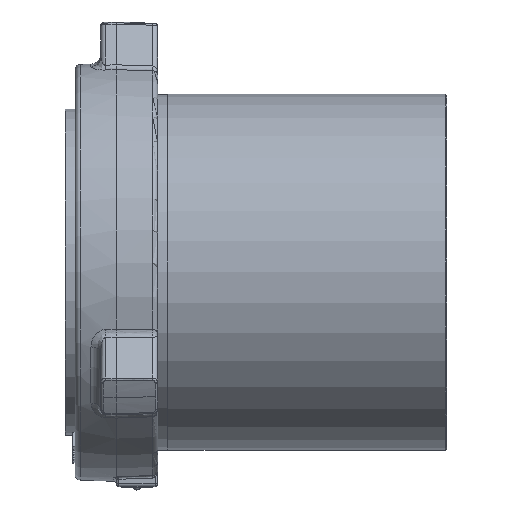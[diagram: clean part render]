
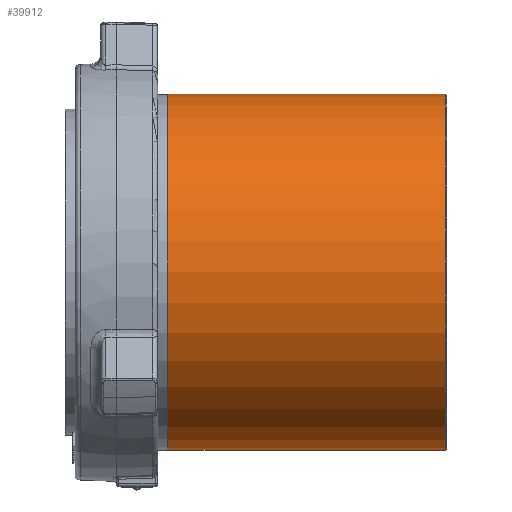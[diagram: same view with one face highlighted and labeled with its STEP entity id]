
A CAD part, left-side view. The second image highlights one B-rep face of the part: STEP entity #39912.
In plain terms, the highlighted cylindrical face has radius 109.537 mm (diameter 219.075 mm), a partial arc.
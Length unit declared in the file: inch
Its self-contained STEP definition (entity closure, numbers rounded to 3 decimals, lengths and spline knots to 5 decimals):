
#779 = AXIS2_PLACEMENT_3D ( 'NONE', #36750, #13864, #40670 ) ;
#2394 = ORIENTED_EDGE ( 'NONE', *, *, #36331, .T. ) ;
#3570 = CARTESIAN_POINT ( 'NONE',  ( 0., 8.125, 0. ) ) ;
#4664 = CIRCLE ( 'NONE', #779, 4.3125 ) ;
#8247 = VERTEX_POINT ( 'NONE', #30711 ) ;
#11219 = AXIS2_PLACEMENT_3D ( 'NONE', #3570, #49542, #30445 ) ;
#13864 = DIRECTION ( 'NONE',  ( 0., 1., 0. ) ) ;
#14132 = CARTESIAN_POINT ( 'NONE',  ( 0., 6.75, 0. ) ) ;
#15684 = ORIENTED_EDGE ( 'NONE', *, *, #18079, .T. ) ;
#15741 = CIRCLE ( 'NONE', #43088, 4.3125 ) ;
#18005 = DIRECTION ( 'NONE',  ( 0., 0., -1. ) ) ;
#18079 = EDGE_CURVE ( 'NONE', #22236, #24499, #4664, .T. ) ;
#18117 = CARTESIAN_POINT ( 'NONE',  ( 0., 8.125, -4.3125 ) ) ;
#21572 = LINE ( 'NONE', #28249, #40757 ) ;
#21594 = EDGE_CURVE ( 'NONE', #8247, #22236, #25410, .T. ) ;
#22236 = VERTEX_POINT ( 'NONE', #31561 ) ;
#24499 = VERTEX_POINT ( 'NONE', #39292 ) ;
#25410 = LINE ( 'NONE', #18117, #28417 ) ;
#25458 = DIRECTION ( 'NONE',  ( 0., -1., 0. ) ) ;
#28249 = CARTESIAN_POINT ( 'NONE',  ( 0., 8.125, 4.3125 ) ) ;
#28297 = EDGE_CURVE ( 'NONE', #43881, #24499, #21572, .T. ) ;
#28417 = VECTOR ( 'NONE', #25458, 39.37008 ) ;
#29385 = CYLINDRICAL_SURFACE ( 'NONE', #11219, 4.3125 ) ;
#30445 = DIRECTION ( 'NONE',  ( 0., 0., -1. ) ) ;
#30711 = CARTESIAN_POINT ( 'NONE',  ( 0., 6.75, -4.3125 ) ) ;
#31561 = CARTESIAN_POINT ( 'NONE',  ( 0., 0.032, -4.3125 ) ) ;
#33906 = ORIENTED_EDGE ( 'NONE', *, *, #28297, .F. ) ;
#36331 = EDGE_CURVE ( 'NONE', #43881, #8247, #15741, .T. ) ;
#36750 = CARTESIAN_POINT ( 'NONE',  ( 0., 0.032, 0. ) ) ;
#37045 = EDGE_LOOP ( 'NONE', ( #33906, #2394, #38744, #15684 ) ) ;
#38744 = ORIENTED_EDGE ( 'NONE', *, *, #21594, .T. ) ;
#39292 = CARTESIAN_POINT ( 'NONE',  ( 0., 0.032, 4.3125 ) ) ;
#39912 = ADVANCED_FACE ( 'NONE', ( #48582 ), #29385, .T. ) ;
#40670 = DIRECTION ( 'NONE',  ( 0., 0., 1. ) ) ;
#40757 = VECTOR ( 'NONE', #47368, 39.37008 ) ;
#40928 = DIRECTION ( 'NONE',  ( 0., -1., 0. ) ) ;
#43088 = AXIS2_PLACEMENT_3D ( 'NONE', #14132, #40928, #18005 ) ;
#43881 = VERTEX_POINT ( 'NONE', #44716 ) ;
#44716 = CARTESIAN_POINT ( 'NONE',  ( 0., 6.75, 4.3125 ) ) ;
#47368 = DIRECTION ( 'NONE',  ( 0., -1., 0. ) ) ;
#48582 = FACE_OUTER_BOUND ( 'NONE', #37045, .T. ) ;
#49542 = DIRECTION ( 'NONE',  ( 0., -1., 0. ) ) ;
